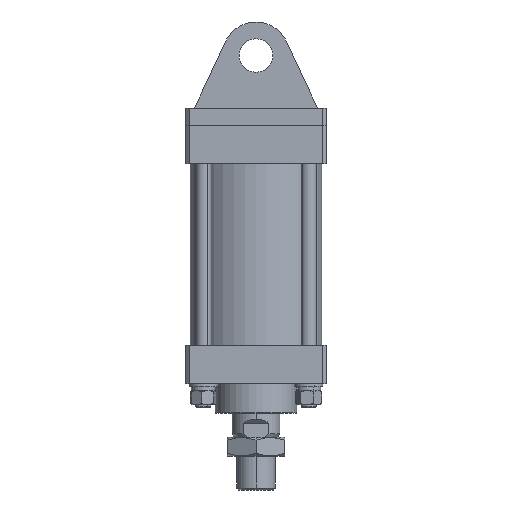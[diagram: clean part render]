
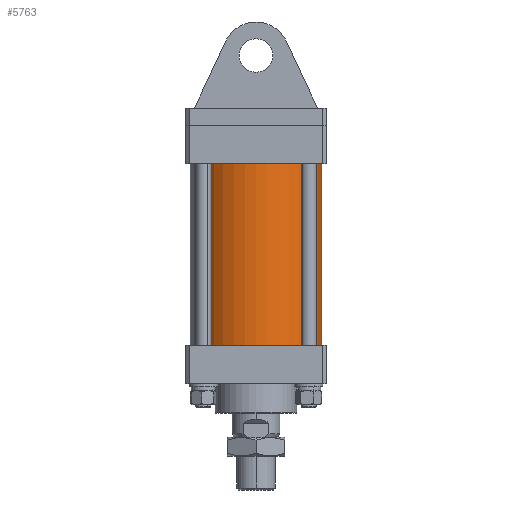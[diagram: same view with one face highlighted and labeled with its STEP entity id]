
A CAD part, front view. The second image highlights one B-rep face of the part: STEP entity #5763.
In plain terms, the highlighted cylindrical face has radius 68.5 mm (diameter 137 mm), a partial arc.
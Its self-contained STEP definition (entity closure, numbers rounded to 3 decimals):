
#938 = EDGE_LOOP ( 'NONE', ( #1577, #1578, #1579, #1580 ) ) ;
#1577 = ORIENTED_EDGE ( 'NONE', *, *, #2267, .F. ) ;
#1578 = ORIENTED_EDGE ( 'NONE', *, *, #2281, .F. ) ;
#1579 = ORIENTED_EDGE ( 'NONE', *, *, #2278, .T. ) ;
#1580 = ORIENTED_EDGE ( 'NONE', *, *, #2286, .T. ) ;
#2267 = EDGE_CURVE ( 'NONE', #6804, #6863, #7973, .T. ) ;
#2278 = EDGE_CURVE ( 'NONE', #6794, #6864, #7957, .T. ) ;
#2281 = EDGE_CURVE ( 'NONE', #6794, #6804, #7955, .T. ) ;
#2286 = EDGE_CURVE ( 'NONE', #6864, #6863, #7944, .T. ) ;
#3211 = CARTESIAN_POINT ( 'NONE',  ( 68.5, 0., 95. ) ) ;
#3213 = DIRECTION ( 'NONE',  ( 0., 0., -1. ) ) ;
#3241 = CARTESIAN_POINT ( 'NONE',  ( -68.5, 0., 95. ) ) ;
#3243 = DIRECTION ( 'NONE',  ( 0., 0., -1. ) ) ;
#3248 = CARTESIAN_POINT ( 'NONE',  ( 0., 0., 95. ) ) ;
#3249 = DIRECTION ( 'NONE',  ( 0., 0., 1. ) ) ;
#3250 = DIRECTION ( 'NONE',  ( 1., 0., 0. ) ) ;
#3261 = CARTESIAN_POINT ( 'NONE',  ( 0., 0., -95. ) ) ;
#3262 = DIRECTION ( 'NONE',  ( 0., 0., 1. ) ) ;
#3263 = DIRECTION ( 'NONE',  ( 1., 0., 0. ) ) ;
#4057 = DIRECTION ( 'NONE',  ( -1., 0., 0. ) ) ;
#4060 = DIRECTION ( 'NONE',  ( 0., 0., -1. ) ) ;
#4061 = CARTESIAN_POINT ( 'NONE',  ( 0., 0., 95. ) ) ;
#4604 = CARTESIAN_POINT ( 'NONE',  ( -68.5, 0., 95. ) ) ;
#4614 = CARTESIAN_POINT ( 'NONE',  ( 68.5, 0., 95. ) ) ;
#4673 = CARTESIAN_POINT ( 'NONE',  ( 68.5, 0., -95. ) ) ;
#4674 = CARTESIAN_POINT ( 'NONE',  ( -68.5, 0., -95. ) ) ;
#5763 = ADVANCED_FACE ( 'NONE', ( #7199 ), #7195, .T. ) ;
#6794 = VERTEX_POINT ( 'NONE', #4604 ) ;
#6804 = VERTEX_POINT ( 'NONE', #4614 ) ;
#6863 = VERTEX_POINT ( 'NONE', #4673 ) ;
#6864 = VERTEX_POINT ( 'NONE', #4674 ) ;
#7195 = CYLINDRICAL_SURFACE ( 'NONE', #7499, 68.5 ) ;
#7199 = FACE_OUTER_BOUND ( 'NONE', #938, .T. ) ;
#7499 = AXIS2_PLACEMENT_3D ( 'NONE', #4061, #4060, #4057 ) ;
#7672 = AXIS2_PLACEMENT_3D ( 'NONE', #3248, #3249, #3250 ) ;
#7675 = AXIS2_PLACEMENT_3D ( 'NONE', #3261, #3262, #3263 ) ;
#7944 = CIRCLE ( 'NONE', #7675, 68.5 ) ;
#7954 = VECTOR ( 'NONE', #3243, 1000. ) ;
#7955 = CIRCLE ( 'NONE', #7672, 68.5 ) ;
#7957 = LINE ( 'NONE', #3241, #7954 ) ;
#7971 = VECTOR ( 'NONE', #3213, 1000. ) ;
#7973 = LINE ( 'NONE', #3211, #7971 ) ;
